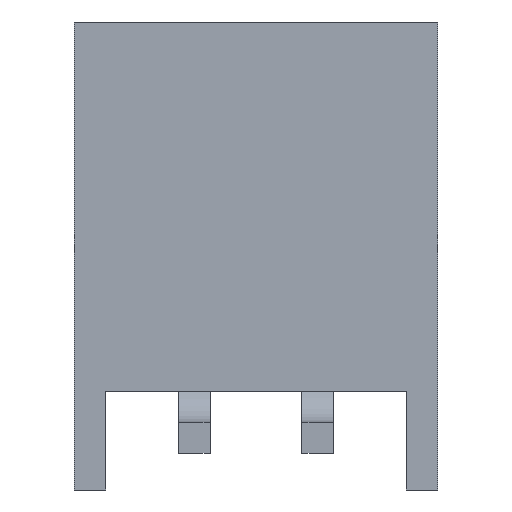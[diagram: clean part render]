
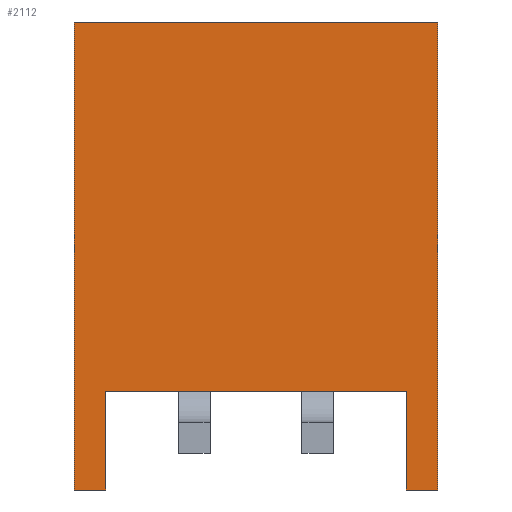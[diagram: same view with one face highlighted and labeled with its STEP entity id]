
A CAD part, front view. The second image highlights one B-rep face of the part: STEP entity #2112.
In plain terms, the highlighted planar face has unit normal (0, -1, 0).
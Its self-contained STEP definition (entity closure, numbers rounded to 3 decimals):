
#62 = ORIENTED_EDGE ( 'NONE', *, *, #188, .F. ) ;
#147 = AXIS2_PLACEMENT_3D ( 'NONE', #1185, #880, #640 ) ;
#186 = LINE ( 'NONE', #1318, #838 ) ;
#188 = EDGE_CURVE ( 'NONE', #798, #1632, #660, .T. ) ;
#196 = CARTESIAN_POINT ( 'NONE',  ( 2.442, -2.4, 0. ) ) ;
#205 = VECTOR ( 'NONE', #1883, 1000. ) ;
#220 = DIRECTION ( 'NONE',  ( 1., 0., 0. ) ) ;
#236 = DIRECTION ( 'NONE',  ( 1., 0., 0. ) ) ;
#283 = CARTESIAN_POINT ( 'NONE',  ( -2.442, -2.4, -1.6 ) ) ;
#344 = EDGE_LOOP ( 'NONE', ( #405, #1464, #965, #1653, #1466, #1487, #616, #62 ) ) ;
#352 = PLANE ( 'NONE',  #147 ) ;
#378 = EDGE_CURVE ( 'NONE', #2156, #1137, #1568, .T. ) ;
#405 = ORIENTED_EDGE ( 'NONE', *, *, #976, .T. ) ;
#418 = LINE ( 'NONE', #829, #775 ) ;
#523 = CARTESIAN_POINT ( 'NONE',  ( -2.442, -2.4, -1.6 ) ) ;
#616 = ORIENTED_EDGE ( 'NONE', *, *, #906, .F. ) ;
#640 = DIRECTION ( 'NONE',  ( -1., 0., 0. ) ) ;
#660 = LINE ( 'NONE', #1261, #687 ) ;
#687 = VECTOR ( 'NONE', #236, 1000. ) ;
#775 = VECTOR ( 'NONE', #857, 1000. ) ;
#798 = VERTEX_POINT ( 'NONE', #2163 ) ;
#806 = FACE_OUTER_BOUND ( 'NONE', #344, .T. ) ;
#829 = CARTESIAN_POINT ( 'NONE',  ( 2.95, -2.4, 6. ) ) ;
#838 = VECTOR ( 'NONE', #2174, 1000. ) ;
#853 = EDGE_CURVE ( 'NONE', #1204, #1086, #1454, .T. ) ;
#857 = DIRECTION ( 'NONE',  ( 0., 0., -1. ) ) ;
#880 = DIRECTION ( 'NONE',  ( 0., 1., 0. ) ) ;
#888 = CARTESIAN_POINT ( 'NONE',  ( -2.95, -2.4, -1.6 ) ) ;
#906 = EDGE_CURVE ( 'NONE', #1632, #1030, #418, .T. ) ;
#927 = EDGE_CURVE ( 'NONE', #1204, #934, #1731, .T. ) ;
#934 = VERTEX_POINT ( 'NONE', #888 ) ;
#948 = CARTESIAN_POINT ( 'NONE',  ( 2.442, -2.4, -1.6 ) ) ;
#965 = ORIENTED_EDGE ( 'NONE', *, *, #853, .T. ) ;
#976 = EDGE_CURVE ( 'NONE', #798, #934, #1847, .T. ) ;
#1030 = VERTEX_POINT ( 'NONE', #1549 ) ;
#1052 = CARTESIAN_POINT ( 'NONE',  ( -2.95, -2.4, 6. ) ) ;
#1086 = VERTEX_POINT ( 'NONE', #1421 ) ;
#1137 = VERTEX_POINT ( 'NONE', #948 ) ;
#1161 = CARTESIAN_POINT ( 'NONE',  ( -2.442, -2.4, -1.6 ) ) ;
#1185 = CARTESIAN_POINT ( 'NONE',  ( 2.95, -2.4, 6. ) ) ;
#1204 = VERTEX_POINT ( 'NONE', #523 ) ;
#1245 = CARTESIAN_POINT ( 'NONE',  ( 2.442, -2.4, -1.6 ) ) ;
#1261 = CARTESIAN_POINT ( 'NONE',  ( 2.95, -2.4, 6. ) ) ;
#1318 = CARTESIAN_POINT ( 'NONE',  ( 2.95, -2.4, 0. ) ) ;
#1421 = CARTESIAN_POINT ( 'NONE',  ( -2.442, -2.4, 0. ) ) ;
#1454 = LINE ( 'NONE', #283, #1983 ) ;
#1464 = ORIENTED_EDGE ( 'NONE', *, *, #927, .F. ) ;
#1466 = ORIENTED_EDGE ( 'NONE', *, *, #378, .T. ) ;
#1487 = ORIENTED_EDGE ( 'NONE', *, *, #2089, .T. ) ;
#1507 = CARTESIAN_POINT ( 'NONE',  ( 2.95, -2.4, 6. ) ) ;
#1549 = CARTESIAN_POINT ( 'NONE',  ( 2.95, -2.4, -1.6 ) ) ;
#1568 = LINE ( 'NONE', #196, #2214 ) ;
#1569 = DIRECTION ( 'NONE',  ( 0., 0., -1. ) ) ;
#1619 = VECTOR ( 'NONE', #1569, 1000. ) ;
#1622 = EDGE_CURVE ( 'NONE', #1086, #2156, #186, .T. ) ;
#1632 = VERTEX_POINT ( 'NONE', #1507 ) ;
#1653 = ORIENTED_EDGE ( 'NONE', *, *, #1622, .T. ) ;
#1715 = DIRECTION ( 'NONE',  ( 0., 0., -1. ) ) ;
#1731 = LINE ( 'NONE', #1161, #205 ) ;
#1737 = LINE ( 'NONE', #1245, #1929 ) ;
#1847 = LINE ( 'NONE', #1052, #1619 ) ;
#1883 = DIRECTION ( 'NONE',  ( -1., 0., 0. ) ) ;
#1929 = VECTOR ( 'NONE', #220, 1000. ) ;
#1983 = VECTOR ( 'NONE', #2160, 1000. ) ;
#2089 = EDGE_CURVE ( 'NONE', #1137, #1030, #1737, .T. ) ;
#2112 = ADVANCED_FACE ( 'NONE', ( #806 ), #352, .F. ) ;
#2156 = VERTEX_POINT ( 'NONE', #2188 ) ;
#2160 = DIRECTION ( 'NONE',  ( 0., 0., 1. ) ) ;
#2163 = CARTESIAN_POINT ( 'NONE',  ( -2.95, -2.4, 6. ) ) ;
#2174 = DIRECTION ( 'NONE',  ( 1., 0., 0. ) ) ;
#2188 = CARTESIAN_POINT ( 'NONE',  ( 2.442, -2.4, 0. ) ) ;
#2214 = VECTOR ( 'NONE', #1715, 1000. ) ;
